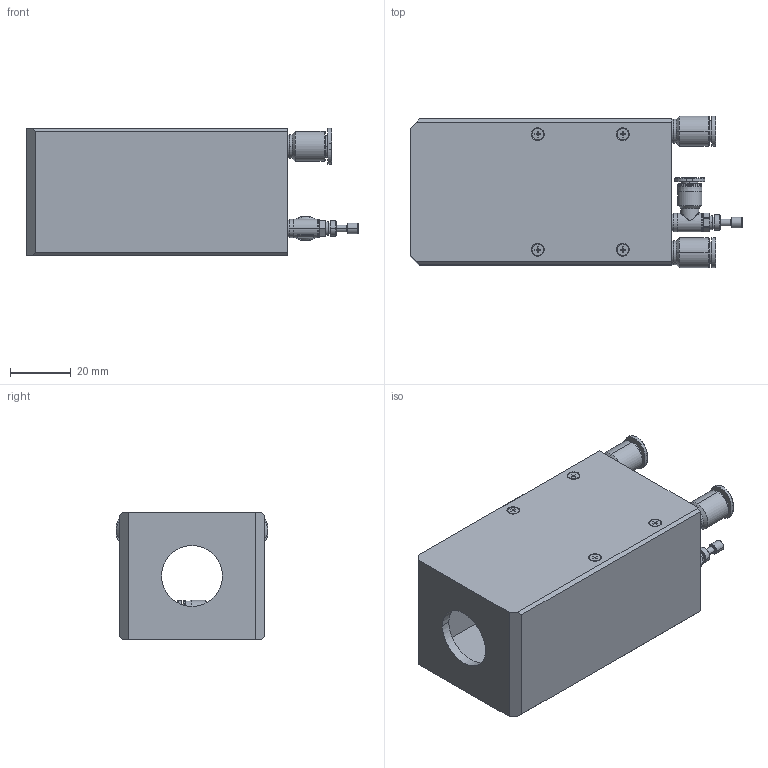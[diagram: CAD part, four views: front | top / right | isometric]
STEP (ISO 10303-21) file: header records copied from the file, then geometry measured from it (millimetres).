
FILE_DESCRIPTION(/* description */ ('VariCAD 2015-1.09 AP-214'),/* implementation_level */ '2;1');
FILE_NAME(/* name */ 'TMWX-A2.stp',/* time_stamp */ '2015-05-26T09:07:07+09:00',/* author */ (''),/* organization */ (''),/* preprocessor_version */ 'ST-DEVELOPER v14',/* originating_system */ 'VariCAD 2015-1.09; kernel version (20130303)',/* authorisation */ '');
FILE_SCHEMA (('AUTOMOTIVE_DESIGN'));
Length unit declared in the file: millimetre
Products named in the file (6): TMWX-A2
Assembly tree (5 placements, depth 2):
  TMWX-A2
    (unnamed)
    (unnamed)
    (unnamed)
    (unnamed)
    (unnamed)
Bounding box: 109.16 x 49.8 x 42 mm (x, y, z)
Volume: 82827.2 mm3; surface area: 34310.8 mm2
Topology: 5 solids, 5 shells, 329 faces, 730 edges, 451 vertices
Faces by surface type: plane 155, cylinder 99, cone 62, torus 12, bspline 1
Entity records: 10950 total; most frequent: CARTESIAN_POINT 2057, DIRECTION 1696, ORIENTED_EDGE 1460, EDGE_CURVE 730, AXIS2_PLACEMENT_3D 639, VERTEX_POINT 451, LINE 418, VECTOR 418
